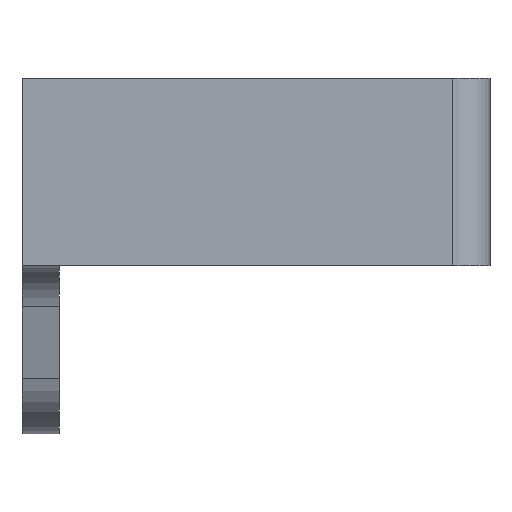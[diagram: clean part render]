
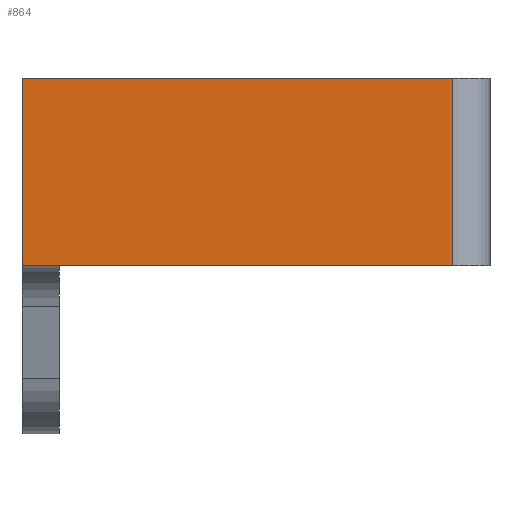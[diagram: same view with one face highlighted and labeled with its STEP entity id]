
A CAD part, left-side view. The second image highlights one B-rep face of the part: STEP entity #864.
In plain terms, the highlighted planar face has unit normal (-1, 0, 0).
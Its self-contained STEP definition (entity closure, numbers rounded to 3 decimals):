
#46=PLANE('',#966);
#89=FACE_OUTER_BOUND('',#133,.T.);
#133=EDGE_LOOP('',(#746,#747,#748,#749));
#158=LINE('',#1256,#245);
#229=LINE('',#1457,#316);
#230=LINE('',#1460,#317);
#231=LINE('',#1461,#318);
#245=VECTOR('',#1002,10.);
#316=VECTOR('',#1205,10.);
#317=VECTOR('',#1208,10.);
#318=VECTOR('',#1209,10.);
#371=VERTEX_POINT('',#1253);
#372=VERTEX_POINT('',#1255);
#436=VERTEX_POINT('',#1455);
#437=VERTEX_POINT('',#1459);
#455=EDGE_CURVE('',#371,#372,#158,.T.);
#557=EDGE_CURVE('',#371,#436,#229,.T.);
#558=EDGE_CURVE('',#437,#436,#230,.T.);
#559=EDGE_CURVE('',#372,#437,#231,.T.);
#746=ORIENTED_EDGE('',*,*,#557,.T.);
#747=ORIENTED_EDGE('',*,*,#558,.F.);
#748=ORIENTED_EDGE('',*,*,#559,.F.);
#749=ORIENTED_EDGE('',*,*,#455,.F.);
#864=ADVANCED_FACE('',(#89),#46,.T.);
#966=AXIS2_PLACEMENT_3D('',#1458,#1206,#1207);
#1002=DIRECTION('',(0.,1.,0.));
#1205=DIRECTION('',(0.,0.,1.));
#1206=DIRECTION('center_axis',(-1.,0.,0.));
#1207=DIRECTION('ref_axis',(0.,-1.,0.));
#1208=DIRECTION('',(0.,-1.,0.));
#1209=DIRECTION('',(0.,0.,1.));
#1253=CARTESIAN_POINT('',(0.838,-17.924,-34.903));
#1255=CARTESIAN_POINT('',(0.838,5.076,-34.903));
#1256=CARTESIAN_POINT('',(0.838,5.076,-34.903));
#1455=CARTESIAN_POINT('',(0.838,-17.924,-24.903));
#1457=CARTESIAN_POINT('',(0.838,-17.924,-29.903));
#1458=CARTESIAN_POINT('Origin',(0.838,5.076,-29.903));
#1459=CARTESIAN_POINT('',(0.838,5.076,-24.903));
#1460=CARTESIAN_POINT('',(0.838,5.076,-24.903));
#1461=CARTESIAN_POINT('',(0.838,5.076,-29.903));
